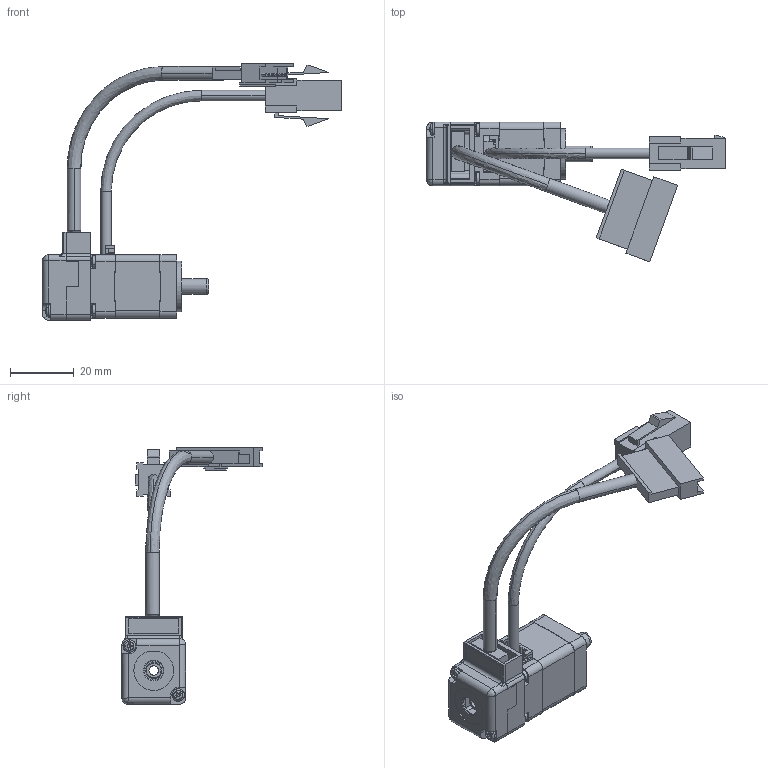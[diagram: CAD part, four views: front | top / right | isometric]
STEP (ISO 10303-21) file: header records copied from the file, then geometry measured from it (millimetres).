
FILE_DESCRIPTION (( 'STEP AP203' ), '1' );
FILE_NAME ('P74-MO-020-01-R00.STEP', '2019-02-07T03:17:23', ( '' ), ( '' ), 'SwSTEP 2.0', 'SolidWorks 2013', '' );
FILE_SCHEMA (( 'CONFIG_CONTROL_DESIGN' ));
Length unit declared in the file: millimetre
Products named in the file (22): P74-MO-020-01-R00; 01-018_X2_FF08540E76D6FF09_X0_; 06-006_X2_98847D27_X0_; 03-001_X2_FF08_X0_8H2030_X2_8F6C5B5094C182AFFF09_X0_; 11-001_X2_FF08_X0_8H2030_X2_87BA9489FF09_X0_; 07-001(8H2030_X2_78C194A2FF09_X0_; 07-007_X2_8F74627F_X0_; 03-053-1_X2_FF08_X0_8H2030_X2_65E08F748F6C5B50603B6210FF09_X0_; 20陝 賅攪瞪錳摹_ル遽; 04-409-1; 20阿 浚内歹 纳捞喉急_钎霖; 02-101_X2_FF08_X0_8E2030_X2_5B9A5B50FF09_X0_; _X2_8F6C5B50603B6210_X0_; pan cross head_ks_KS 1023 PC- M2.3 x 10-N; 15-001-018_X2_6F0653057EBF_X0_; 02-101; M74-EC-020-01-R00_ル遽; 02-003-1_X2_FF08_X0_0.5A_X2_FF0C5B9A5B50603B6210FF09_X0_; _X2_9AA867B6_X0_; M1A-EC-020-01-R01_ル遽; 01-017_X2_FF08524D76D6FF09_X0_; 10-001_X2_57AB7247_X0_
Assembly tree (27 placements, depth 4):
  P74-MO-020-01-R00
    01-017_X2_FF08524D76D6FF09_X0_
    01-018_X2_FF08540E76D6FF09_X0_
    _X2_8F6C5B50603B6210_X0_
      03-053-1_X2_FF08_X0_8H2030_X2_65E08F748F6C5B50603B6210FF09_X0_
        03-001_X2_FF08_X0_8H2030_X2_8F6C5B5094C182AFFF09_X0_  x2
        07-001(8H2030_X2_78C194A2FF09_X0_
      04-409-1
    02-003-1_X2_FF08_X0_0.5A_X2_FF0C5B9A5B50603B6210FF09_X0_
      02-101_X2_FF08_X0_8E2030_X2_5B9A5B50FF09_X0_
        02-101
        _X2_9AA867B6_X0_
      15-001-018_X2_6F0653057EBF_X0_
    10-001_X2_57AB7247_X0_
    06-006_X2_98847D27_X0_
    11-001_X2_FF08_X0_8H2030_X2_87BA9489FF09_X0_  x4
    07-007_X2_8F74627F_X0_  x2
    20陝 賅攪瞪錳摹_ル遽
    20阿 浚内歹 纳捞喉急_钎霖
    pan cross head_ks_KS 1023 PC- M2.3 x 10-N  x2
    M74-EC-020-01-R00_ル遽
    M1A-EC-020-01-R01_ル遽
Bounding box: 93.97 x 44.04 x 80.6 mm (x, y, z)
Volume: 17045.1 mm3; surface area: 28987.7 mm2
Topology: 33 solids, 33 shells, 2045 faces, 5757 edges, 3769 vertices
Faces by surface type: plane 1041, cylinder 877, bspline 63, cone 62, torus 2
Entity records: 59555 total; most frequent: CARTESIAN_POINT 11278, DIRECTION 9839, ORIENTED_EDGE 9656, EDGE_CURVE 4828, AXIS2_PLACEMENT_3D 3432, VERTEX_POINT 3162, VECTOR 2975, LINE 2975
